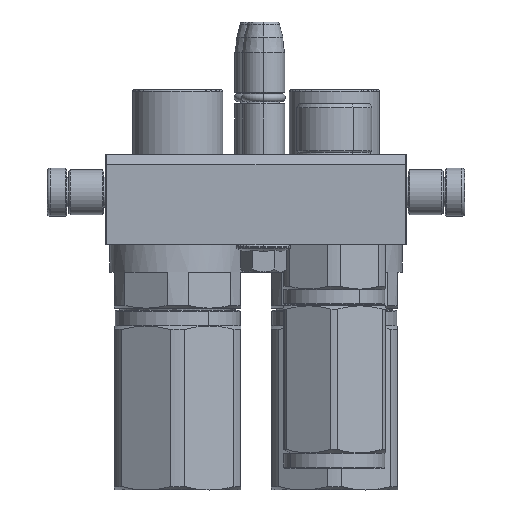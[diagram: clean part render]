
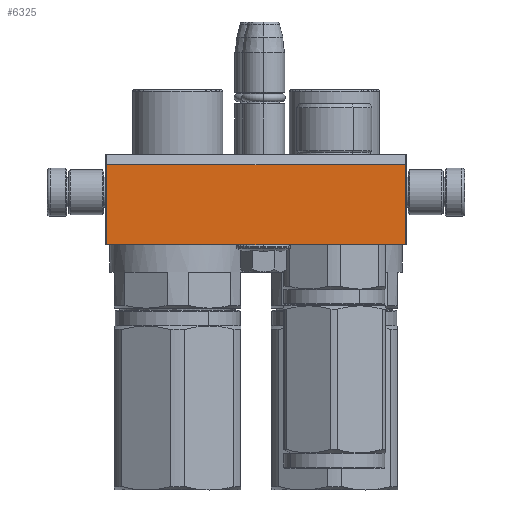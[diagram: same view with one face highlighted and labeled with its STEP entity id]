
A CAD part, left-side view. The second image highlights one B-rep face of the part: STEP entity #6325.
In plain terms, the highlighted face is planar.
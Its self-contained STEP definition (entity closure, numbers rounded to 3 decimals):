
#3135 = ORIENTED_EDGE ( 'NONE', *, *, #7683, .T. ) ;
#3434 = DIRECTION ( 'NONE',  ( 0., 1., 0. ) ) ;
#4285 = VERTEX_POINT ( 'NONE', #66035 ) ;
#5531 = DIRECTION ( 'NONE',  ( 1., 0., 0. ) ) ;
#6325 = ADVANCED_FACE ( 'NONE', ( #49051 ), #36166, .T. ) ;
#7265 = EDGE_LOOP ( 'NONE', ( #20642, #3135, #10911, #11201 ) ) ;
#7683 = EDGE_CURVE ( 'NONE', #17145, #12057, #30828, .T. ) ;
#8998 = EDGE_CURVE ( 'NONE', #32573, #17145, #26156, .T. ) ;
#9503 = DIRECTION ( 'NONE',  ( 1., 0., 0. ) ) ;
#10911 = ORIENTED_EDGE ( 'NONE', *, *, #43483, .F. ) ;
#11038 = LINE ( 'NONE', #60814, #45527 ) ;
#11201 = ORIENTED_EDGE ( 'NONE', *, *, #44413, .F. ) ;
#12057 = VERTEX_POINT ( 'NONE', #68031 ) ;
#16889 = LINE ( 'NONE', #67570, #52237 ) ;
#17145 = VERTEX_POINT ( 'NONE', #21186 ) ;
#20642 = ORIENTED_EDGE ( 'NONE', *, *, #8998, .T. ) ;
#21186 = CARTESIAN_POINT ( 'NONE',  ( 49.5, -15., 56. ) ) ;
#26156 = LINE ( 'NONE', #58811, #57124 ) ;
#26933 = CARTESIAN_POINT ( 'NONE',  ( -49.5, -15., 56. ) ) ;
#30828 = LINE ( 'NONE', #69249, #39425 ) ;
#32573 = VERTEX_POINT ( 'NONE', #26933 ) ;
#36166 = PLANE ( 'NONE',  #43807 ) ;
#39425 = VECTOR ( 'NONE', #3434, 1000. ) ;
#39762 = DIRECTION ( 'NONE',  ( 0., 1., 0. ) ) ;
#41233 = CARTESIAN_POINT ( 'NONE',  ( -50., -15., 56. ) ) ;
#43483 = EDGE_CURVE ( 'NONE', #4285, #12057, #11038, .T. ) ;
#43807 = AXIS2_PLACEMENT_3D ( 'NONE', #41233, #59196, #54178 ) ;
#44413 = EDGE_CURVE ( 'NONE', #32573, #4285, #16889, .T. ) ;
#45527 = VECTOR ( 'NONE', #5531, 1000. ) ;
#49051 = FACE_OUTER_BOUND ( 'NONE', #7265, .T. ) ;
#52237 = VECTOR ( 'NONE', #39762, 1000. ) ;
#54178 = DIRECTION ( 'NONE',  ( 1., 0., 0. ) ) ;
#57124 = VECTOR ( 'NONE', #9503, 1000. ) ;
#58811 = CARTESIAN_POINT ( 'NONE',  ( -49.5, -15., 56. ) ) ;
#59196 = DIRECTION ( 'NONE',  ( 0., 0., 1. ) ) ;
#60814 = CARTESIAN_POINT ( 'NONE',  ( -49.5, 11.536, 56. ) ) ;
#66035 = CARTESIAN_POINT ( 'NONE',  ( -49.5, 11.536, 56. ) ) ;
#67570 = CARTESIAN_POINT ( 'NONE',  ( -49.5, -15., 56. ) ) ;
#68031 = CARTESIAN_POINT ( 'NONE',  ( 49.5, 11.536, 56. ) ) ;
#69249 = CARTESIAN_POINT ( 'NONE',  ( 49.5, -15., 56. ) ) ;
